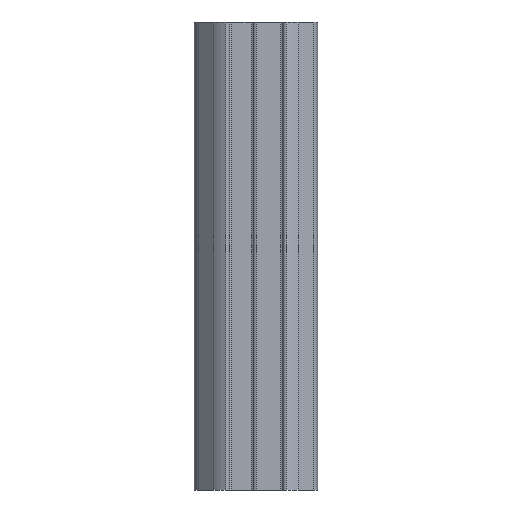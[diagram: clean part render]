
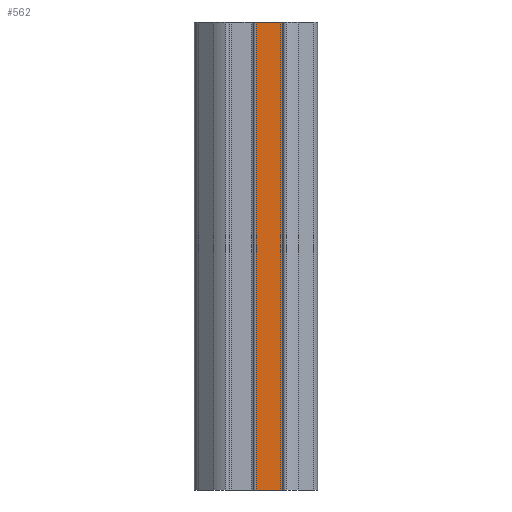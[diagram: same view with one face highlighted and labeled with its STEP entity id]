
A CAD part, left-side view. The second image highlights one B-rep face of the part: STEP entity #562.
In plain terms, the highlighted planar face has unit normal (-1, 0, 0).
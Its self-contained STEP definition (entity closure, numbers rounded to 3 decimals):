
#126=CARTESIAN_POINT('',(-3.85,-5.25,-50.0));
#127=VERTEX_POINT('',#126);
#135=CARTESIAN_POINT('',(-3.85,0.,-50.0));
#136=VERTEX_POINT('',#135);
#137=CARTESIAN_POINT('',(-3.85,0.,-50.0));
#138=DIRECTION('',(0.0,-1.0,0.0));
#139=VECTOR('',#138,5.25);
#140=LINE('',#137,#139);
#141=EDGE_CURVE('',#136,#127,#140,.T.);
#519=CARTESIAN_POINT('',(-3.85,-5.25,50.0));
#520=VERTEX_POINT('',#519);
#528=CARTESIAN_POINT('',(-3.85,-5.25,-50.0));
#529=DIRECTION('',(0.0,0.0,1.0));
#530=VECTOR('',#529,100.0);
#531=LINE('',#528,#530);
#532=EDGE_CURVE('',#127,#520,#531,.T.);
#539=CARTESIAN_POINT('',(-3.85,-5.25,0.0));
#540=DIRECTION('',(-1.0,0.0,0.0));
#541=DIRECTION('',(0.0,0.0,1.0));
#542=AXIS2_PLACEMENT_3D('',#539,#540,#541);
#543=PLANE('',#542);
#544=CARTESIAN_POINT('',(-3.85,0.,50.0));
#545=VERTEX_POINT('',#544);
#546=CARTESIAN_POINT('',(-3.85,-5.25,50.0));
#547=DIRECTION('',(0.0,1.0,0.0));
#548=VECTOR('',#547,5.25);
#549=LINE('',#546,#548);
#550=EDGE_CURVE('',#520,#545,#549,.T.);
#551=ORIENTED_EDGE('',*,*,#550,.T.);
#552=CARTESIAN_POINT('',(-3.85,0.,-50.0));
#553=DIRECTION('',(0.0,0.0,1.0));
#554=VECTOR('',#553,100.0);
#555=LINE('',#552,#554);
#556=EDGE_CURVE('',#136,#545,#555,.T.);
#557=ORIENTED_EDGE('',*,*,#556,.F.);
#558=ORIENTED_EDGE('',*,*,#141,.T.);
#559=ORIENTED_EDGE('',*,*,#532,.T.);
#560=EDGE_LOOP('',(#551,#557,#558,#559));
#561=FACE_OUTER_BOUND('',#560,.T.);
#562=ADVANCED_FACE('',(#561),#543,.T.);
